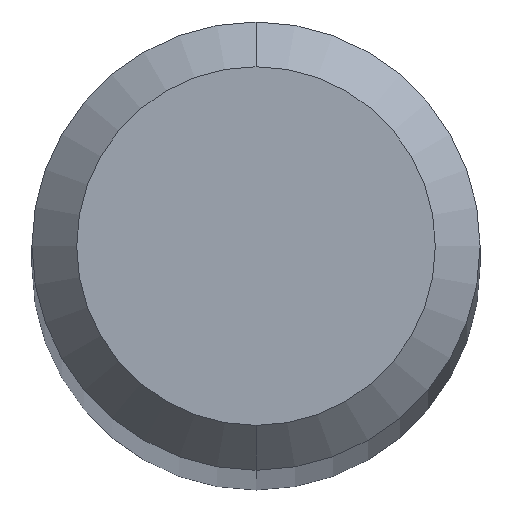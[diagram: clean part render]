
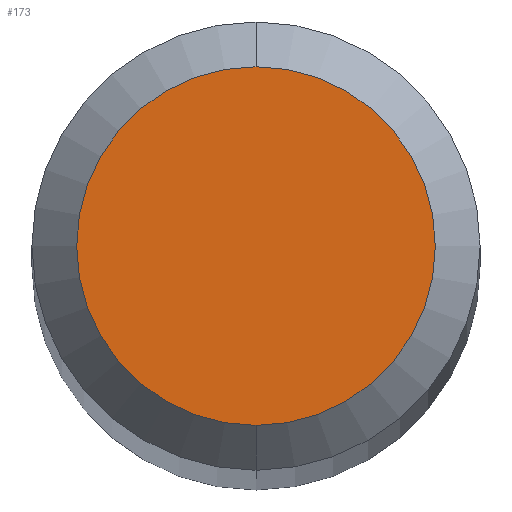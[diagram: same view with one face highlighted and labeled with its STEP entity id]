
A CAD part, top view. The second image highlights one B-rep face of the part: STEP entity #173.
In plain terms, the highlighted planar face has unit normal (0, 0, 1).
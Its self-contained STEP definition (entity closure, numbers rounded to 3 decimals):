
#1 = CARTESIAN_POINT ( 'NONE',  ( 0., 0., 0. ) ) ;
#2 = DIRECTION ( 'NONE',  ( 0., 0., 1. ) ) ;
#17 = EDGE_LOOP ( 'NONE', ( #187, #198 ) ) ;
#48 = DIRECTION ( 'NONE',  ( 0., 1., 0. ) ) ;
#52 = PLANE ( 'NONE',  #93 ) ;
#53 = CIRCLE ( 'NONE', #65, 0.904 ) ;
#62 = EDGE_CURVE ( 'NONE', #79, #91, #159, .T. ) ;
#65 = AXIS2_PLACEMENT_3D ( 'NONE', #1, #2, #48 ) ;
#66 = DIRECTION ( 'NONE',  ( 0., 0., -1. ) ) ;
#79 = VERTEX_POINT ( 'NONE', #130 ) ;
#91 = VERTEX_POINT ( 'NONE', #167 ) ;
#93 = AXIS2_PLACEMENT_3D ( 'NONE', #154, #66, #205 ) ;
#113 = CARTESIAN_POINT ( 'NONE',  ( 0., 0., 0. ) ) ;
#130 = CARTESIAN_POINT ( 'NONE',  ( 0., 0.904, 0. ) ) ;
#146 = EDGE_CURVE ( 'NONE', #91, #79, #53, .T. ) ;
#148 = DIRECTION ( 'NONE',  ( 0., 1., 0. ) ) ;
#154 = CARTESIAN_POINT ( 'NONE',  ( 0., 1.13, 0. ) ) ;
#157 = AXIS2_PLACEMENT_3D ( 'NONE', #113, #196, #148 ) ;
#159 = CIRCLE ( 'NONE', #157, 0.904 ) ;
#167 = CARTESIAN_POINT ( 'NONE',  ( 0., -0.904, 0. ) ) ;
#173 = ADVANCED_FACE ( 'NONE', ( #213 ), #52, .F. ) ;
#187 = ORIENTED_EDGE ( 'NONE', *, *, #62, .T. ) ;
#196 = DIRECTION ( 'NONE',  ( 0., 0., 1. ) ) ;
#198 = ORIENTED_EDGE ( 'NONE', *, *, #146, .T. ) ;
#205 = DIRECTION ( 'NONE',  ( 0., 1., 0. ) ) ;
#213 = FACE_OUTER_BOUND ( 'NONE', #17, .T. ) ;
